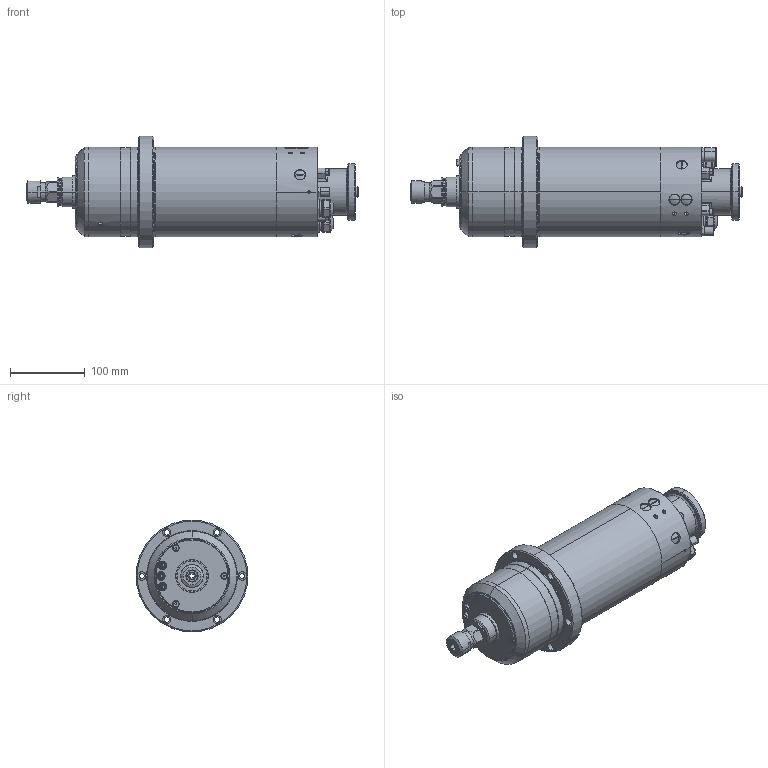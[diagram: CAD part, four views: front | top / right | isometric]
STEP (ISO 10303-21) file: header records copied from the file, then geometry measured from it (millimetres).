
FILE_DESCRIPTION (( 'STEP AP203' ), '1' );
FILE_NAME ('120A24FHKP-00-.STEP', '2012-09-26T10:01:21', ( '' ), ( '' ), 'SwSTEP 2.0', 'SolidWorks 2012', '' );
FILE_SCHEMA (( 'CONFIG_CONTROL_DESIGN' ));
Length unit declared in the file: millimetre
Products named in the file (1): 120A24FHKP-00-
Bounding box: 445.46 x 150 x 150 mm (x, y, z)
Surface area: 220773.9 mm2 (no closed solid volume)
Topology: 0 solids, 76 shells, 734 faces, 2219 edges, 1526 vertices
Faces by surface type: cylinder 287, plane 270, cone 104, torus 50, sphere 14, bspline 9
Entity records: 26929 total; most frequent: CARTESIAN_POINT 6658, DIRECTION 4612, ORIENTED_EDGE 3523, EDGE_CURVE 2190, AXIS2_PLACEMENT_3D 1829, VERTEX_POINT 1520, CIRCLE 1103, VECTOR 954
